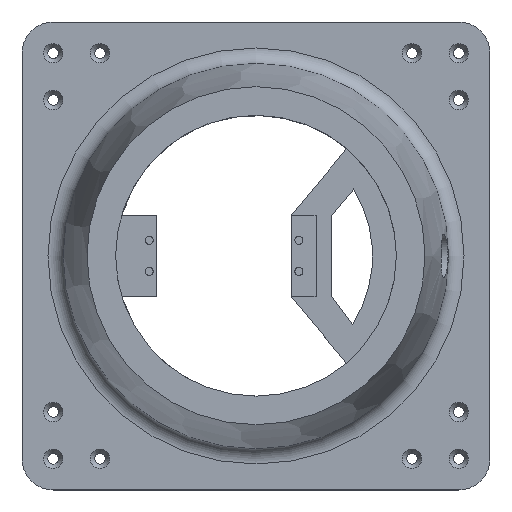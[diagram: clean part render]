
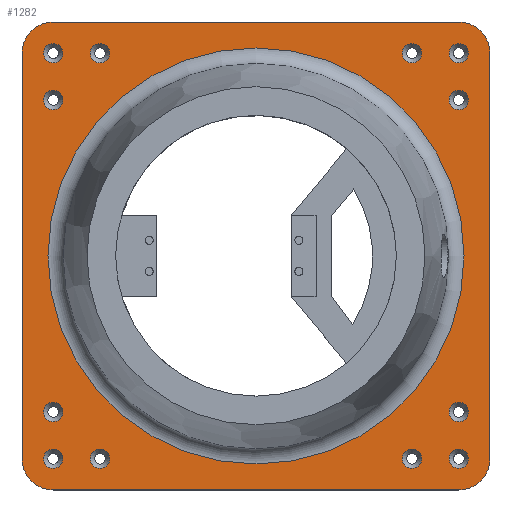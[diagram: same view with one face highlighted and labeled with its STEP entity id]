
A CAD part, top view. The second image highlights one B-rep face of the part: STEP entity #1282.
In plain terms, the highlighted planar face has unit normal (0, 0, 1).
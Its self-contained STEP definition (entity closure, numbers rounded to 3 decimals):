
#37=FACE_BOUND('',#252,.T.);
#38=FACE_BOUND('',#253,.T.);
#39=FACE_BOUND('',#254,.T.);
#40=FACE_BOUND('',#255,.T.);
#41=FACE_BOUND('',#256,.T.);
#42=FACE_BOUND('',#257,.T.);
#43=FACE_BOUND('',#258,.T.);
#44=FACE_BOUND('',#259,.T.);
#45=FACE_BOUND('',#260,.T.);
#46=FACE_BOUND('',#261,.T.);
#47=FACE_BOUND('',#262,.T.);
#48=FACE_BOUND('',#263,.T.);
#49=FACE_BOUND('',#264,.T.);
#96=PLANE('',#1427);
#161=FACE_OUTER_BOUND('',#251,.T.);
#251=EDGE_LOOP('',(#1144,#1145,#1146,#1147,#1148,#1149,#1150,#1151));
#252=EDGE_LOOP('',(#1152));
#253=EDGE_LOOP('',(#1153));
#254=EDGE_LOOP('',(#1154));
#255=EDGE_LOOP('',(#1155));
#256=EDGE_LOOP('',(#1156));
#257=EDGE_LOOP('',(#1157));
#258=EDGE_LOOP('',(#1158));
#259=EDGE_LOOP('',(#1159));
#260=EDGE_LOOP('',(#1160));
#261=EDGE_LOOP('',(#1161));
#262=EDGE_LOOP('',(#1162));
#263=EDGE_LOOP('',(#1163));
#264=EDGE_LOOP('',(#1164));
#368=LINE('',#2225,#473);
#369=LINE('',#2229,#474);
#370=LINE('',#2233,#475);
#371=LINE('',#2236,#476);
#473=VECTOR('',#1782,10.);
#474=VECTOR('',#1785,10.);
#475=VECTOR('',#1788,10.);
#476=VECTOR('',#1791,10.);
#494=CIRCLE('',#1324,3.1);
#496=CIRCLE('',#1327,3.1);
#498=CIRCLE('',#1330,3.1);
#500=CIRCLE('',#1333,3.1);
#502=CIRCLE('',#1336,3.1);
#504=CIRCLE('',#1339,3.1);
#506=CIRCLE('',#1342,3.1);
#508=CIRCLE('',#1345,3.1);
#510=CIRCLE('',#1348,3.1);
#512=CIRCLE('',#1351,3.1);
#514=CIRCLE('',#1354,3.1);
#516=CIRCLE('',#1357,3.1);
#545=CIRCLE('',#1424,66.67);
#547=CIRCLE('',#1428,10.);
#548=CIRCLE('',#1429,10.);
#549=CIRCLE('',#1430,10.);
#550=CIRCLE('',#1431,10.);
#560=VERTEX_POINT('',#1850);
#562=VERTEX_POINT('',#1856);
#564=VERTEX_POINT('',#1862);
#566=VERTEX_POINT('',#1868);
#568=VERTEX_POINT('',#1874);
#570=VERTEX_POINT('',#1880);
#572=VERTEX_POINT('',#1886);
#574=VERTEX_POINT('',#1892);
#576=VERTEX_POINT('',#1898);
#578=VERTEX_POINT('',#1904);
#580=VERTEX_POINT('',#1910);
#582=VERTEX_POINT('',#1916);
#655=VERTEX_POINT('',#2212);
#657=VERTEX_POINT('',#2221);
#658=VERTEX_POINT('',#2222);
#659=VERTEX_POINT('',#2224);
#660=VERTEX_POINT('',#2226);
#661=VERTEX_POINT('',#2228);
#662=VERTEX_POINT('',#2230);
#663=VERTEX_POINT('',#2232);
#664=VERTEX_POINT('',#2234);
#679=EDGE_CURVE('',#560,#560,#494,.T.);
#682=EDGE_CURVE('',#562,#562,#496,.T.);
#685=EDGE_CURVE('',#564,#564,#498,.T.);
#688=EDGE_CURVE('',#566,#566,#500,.T.);
#691=EDGE_CURVE('',#568,#568,#502,.T.);
#694=EDGE_CURVE('',#570,#570,#504,.T.);
#697=EDGE_CURVE('',#572,#572,#506,.T.);
#700=EDGE_CURVE('',#574,#574,#508,.T.);
#703=EDGE_CURVE('',#576,#576,#510,.T.);
#706=EDGE_CURVE('',#578,#578,#512,.T.);
#709=EDGE_CURVE('',#580,#580,#514,.T.);
#712=EDGE_CURVE('',#582,#582,#516,.T.);
#823=EDGE_CURVE('',#655,#655,#545,.T.);
#827=EDGE_CURVE('',#657,#658,#547,.T.);
#828=EDGE_CURVE('',#657,#659,#368,.T.);
#829=EDGE_CURVE('',#660,#659,#548,.T.);
#830=EDGE_CURVE('',#660,#661,#369,.T.);
#831=EDGE_CURVE('',#662,#661,#549,.T.);
#832=EDGE_CURVE('',#662,#663,#370,.T.);
#833=EDGE_CURVE('',#664,#663,#550,.T.);
#834=EDGE_CURVE('',#664,#658,#371,.T.);
#1144=ORIENTED_EDGE('',*,*,#827,.F.);
#1145=ORIENTED_EDGE('',*,*,#828,.T.);
#1146=ORIENTED_EDGE('',*,*,#829,.F.);
#1147=ORIENTED_EDGE('',*,*,#830,.T.);
#1148=ORIENTED_EDGE('',*,*,#831,.F.);
#1149=ORIENTED_EDGE('',*,*,#832,.T.);
#1150=ORIENTED_EDGE('',*,*,#833,.F.);
#1151=ORIENTED_EDGE('',*,*,#834,.T.);
#1152=ORIENTED_EDGE('',*,*,#679,.T.);
#1153=ORIENTED_EDGE('',*,*,#682,.T.);
#1154=ORIENTED_EDGE('',*,*,#685,.T.);
#1155=ORIENTED_EDGE('',*,*,#688,.T.);
#1156=ORIENTED_EDGE('',*,*,#691,.T.);
#1157=ORIENTED_EDGE('',*,*,#694,.T.);
#1158=ORIENTED_EDGE('',*,*,#697,.T.);
#1159=ORIENTED_EDGE('',*,*,#700,.T.);
#1160=ORIENTED_EDGE('',*,*,#703,.T.);
#1161=ORIENTED_EDGE('',*,*,#706,.T.);
#1162=ORIENTED_EDGE('',*,*,#709,.T.);
#1163=ORIENTED_EDGE('',*,*,#712,.T.);
#1164=ORIENTED_EDGE('',*,*,#823,.F.);
#1282=ADVANCED_FACE('',(#161,#37,#38,#39,#40,#41,#42,#43,#44,#45,#46,#47,
#48,#49),#96,.T.);
#1324=AXIS2_PLACEMENT_3D('',#1852,#1484,#1485);
#1327=AXIS2_PLACEMENT_3D('',#1858,#1491,#1492);
#1330=AXIS2_PLACEMENT_3D('',#1864,#1498,#1499);
#1333=AXIS2_PLACEMENT_3D('',#1870,#1505,#1506);
#1336=AXIS2_PLACEMENT_3D('',#1876,#1512,#1513);
#1339=AXIS2_PLACEMENT_3D('',#1882,#1519,#1520);
#1342=AXIS2_PLACEMENT_3D('',#1888,#1526,#1527);
#1345=AXIS2_PLACEMENT_3D('',#1894,#1533,#1534);
#1348=AXIS2_PLACEMENT_3D('',#1900,#1540,#1541);
#1351=AXIS2_PLACEMENT_3D('',#1906,#1547,#1548);
#1354=AXIS2_PLACEMENT_3D('',#1912,#1554,#1555);
#1357=AXIS2_PLACEMENT_3D('',#1918,#1561,#1562);
#1424=AXIS2_PLACEMENT_3D('',#2214,#1770,#1771);
#1427=AXIS2_PLACEMENT_3D('',#2220,#1778,#1779);
#1428=AXIS2_PLACEMENT_3D('',#2223,#1780,#1781);
#1429=AXIS2_PLACEMENT_3D('',#2227,#1783,#1784);
#1430=AXIS2_PLACEMENT_3D('',#2231,#1786,#1787);
#1431=AXIS2_PLACEMENT_3D('',#2235,#1789,#1790);
#1484=DIRECTION('center_axis',(0.,0.,-1.));
#1485=DIRECTION('ref_axis',(1.,0.,0.));
#1491=DIRECTION('center_axis',(0.,0.,-1.));
#1492=DIRECTION('ref_axis',(1.,0.,0.));
#1498=DIRECTION('center_axis',(0.,0.,-1.));
#1499=DIRECTION('ref_axis',(1.,0.,0.));
#1505=DIRECTION('center_axis',(0.,0.,-1.));
#1506=DIRECTION('ref_axis',(1.,0.,0.));
#1512=DIRECTION('center_axis',(0.,0.,-1.));
#1513=DIRECTION('ref_axis',(1.,0.,0.));
#1519=DIRECTION('center_axis',(0.,0.,-1.));
#1520=DIRECTION('ref_axis',(1.,0.,0.));
#1526=DIRECTION('center_axis',(0.,0.,-1.));
#1527=DIRECTION('ref_axis',(1.,0.,0.));
#1533=DIRECTION('center_axis',(0.,0.,-1.));
#1534=DIRECTION('ref_axis',(1.,0.,0.));
#1540=DIRECTION('center_axis',(0.,0.,-1.));
#1541=DIRECTION('ref_axis',(1.,0.,0.));
#1547=DIRECTION('center_axis',(0.,0.,-1.));
#1548=DIRECTION('ref_axis',(1.,0.,0.));
#1554=DIRECTION('center_axis',(0.,0.,-1.));
#1555=DIRECTION('ref_axis',(1.,0.,0.));
#1561=DIRECTION('center_axis',(0.,0.,-1.));
#1562=DIRECTION('ref_axis',(1.,0.,0.));
#1770=DIRECTION('center_axis',(0.,0.,1.));
#1771=DIRECTION('ref_axis',(-1.,0.,0.));
#1778=DIRECTION('center_axis',(0.,0.,1.));
#1779=DIRECTION('ref_axis',(1.,0.,0.));
#1780=DIRECTION('center_axis',(0.,0.,-1.));
#1781=DIRECTION('ref_axis',(-0.707,-0.707,0.));
#1782=DIRECTION('',(1.,0.,0.));
#1783=DIRECTION('center_axis',(0.,0.,-1.));
#1784=DIRECTION('ref_axis',(0.707,-0.707,0.));
#1785=DIRECTION('',(0.,1.,0.));
#1786=DIRECTION('center_axis',(0.,0.,-1.));
#1787=DIRECTION('ref_axis',(0.707,0.707,0.));
#1788=DIRECTION('',(-1.,0.,0.));
#1789=DIRECTION('center_axis',(0.,0.,-1.));
#1790=DIRECTION('ref_axis',(-0.707,0.707,0.));
#1791=DIRECTION('',(0.,-1.,0.));
#1850=CARTESIAN_POINT('',(61.9,-65.,4.));
#1852=CARTESIAN_POINT('Origin',(65.,-65.,4.));
#1856=CARTESIAN_POINT('',(61.9,50.,4.));
#1858=CARTESIAN_POINT('Origin',(65.,50.,4.));
#1862=CARTESIAN_POINT('',(46.9,65.,4.));
#1864=CARTESIAN_POINT('Origin',(50.,65.,4.));
#1868=CARTESIAN_POINT('',(-68.1,65.,4.));
#1870=CARTESIAN_POINT('Origin',(-65.,65.,4.));
#1874=CARTESIAN_POINT('',(-68.1,-50.,4.));
#1876=CARTESIAN_POINT('Origin',(-65.,-50.,4.));
#1880=CARTESIAN_POINT('',(-68.1,-65.,4.));
#1882=CARTESIAN_POINT('Origin',(-65.,-65.,4.));
#1886=CARTESIAN_POINT('',(-53.1,-65.,4.));
#1888=CARTESIAN_POINT('Origin',(-50.,-65.,4.));
#1892=CARTESIAN_POINT('',(-68.1,50.,4.));
#1894=CARTESIAN_POINT('Origin',(-65.,50.,4.));
#1898=CARTESIAN_POINT('',(-53.1,65.,4.));
#1900=CARTESIAN_POINT('Origin',(-50.,65.,4.));
#1904=CARTESIAN_POINT('',(61.9,65.,4.));
#1906=CARTESIAN_POINT('Origin',(65.,65.,4.));
#1910=CARTESIAN_POINT('',(61.9,-50.,4.));
#1912=CARTESIAN_POINT('Origin',(65.,-50.,4.));
#1916=CARTESIAN_POINT('',(46.9,-65.,4.));
#1918=CARTESIAN_POINT('Origin',(50.,-65.,4.));
#2212=CARTESIAN_POINT('',(66.67,0.,4.));
#2214=CARTESIAN_POINT('Origin',(0.,0.,4.));
#2220=CARTESIAN_POINT('Origin',(0.,0.,
4.));
#2221=CARTESIAN_POINT('',(-65.,-75.,4.));
#2222=CARTESIAN_POINT('',(-75.,-65.,4.));
#2223=CARTESIAN_POINT('Origin',(-65.,-65.,4.));
#2224=CARTESIAN_POINT('',(65.,-75.,4.));
#2225=CARTESIAN_POINT('',(75.,-75.,4.));
#2226=CARTESIAN_POINT('',(75.,-65.,4.));
#2227=CARTESIAN_POINT('Origin',(65.,-65.,4.));
#2228=CARTESIAN_POINT('',(75.,65.,4.));
#2229=CARTESIAN_POINT('',(75.,75.,4.));
#2230=CARTESIAN_POINT('',(65.,75.,4.));
#2231=CARTESIAN_POINT('Origin',(65.,65.,4.));
#2232=CARTESIAN_POINT('',(-65.,75.,4.));
#2233=CARTESIAN_POINT('',(-75.,75.,4.));
#2234=CARTESIAN_POINT('',(-75.,65.,4.));
#2235=CARTESIAN_POINT('Origin',(-65.,65.,4.));
#2236=CARTESIAN_POINT('',(-75.,-75.,4.));
